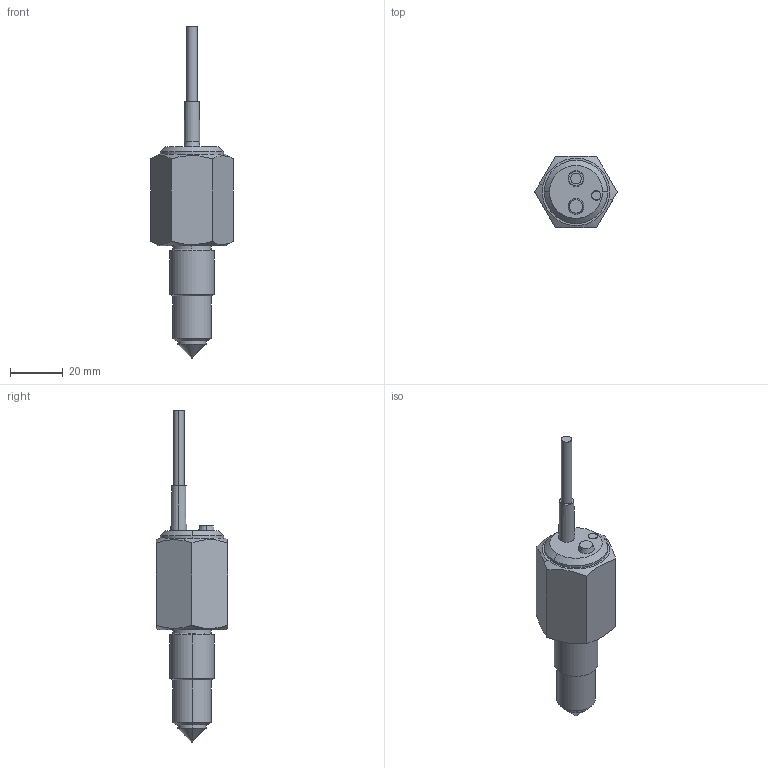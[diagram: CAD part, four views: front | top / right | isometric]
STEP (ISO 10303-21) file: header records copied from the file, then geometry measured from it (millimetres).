
FILE_DESCRIPTION(('Creo Elements/Direct Modeling STEP Export'),'2;1');
FILE_NAME('VPxxxA.stp','2017-05-15T12:28:20',('Palle Edslev '),('EDSLEV A/S'),'Creo Elements/Direct Modeling STEP processor for AP214 (Solid Model)','Creo Elements/Direct Modeling 18.1H 24-Oct-2015 (C) Parametric Technology GmbH','');
FILE_SCHEMA(('AUTOMOTIVE_DESIGN { 1 0 10303 214 1 1 1 1 }'));
Length unit declared in the file: millimetre
Products named in the file (2): VPxxxA
Assembly tree (1 placements, depth 2):
  VPxxxA
    VPxxxA
Bounding box: 31.18 x 27 x 125.6 mm (x, y, z)
Volume: 30817.8 mm3; surface area: 7084.2 mm2
Topology: 1 solids, 1 shells, 49 faces, 106 edges, 66 vertices
Faces by surface type: cone 20, plane 15, cylinder 14
Entity records: 2207 total; most frequent: CARTESIAN_POINT 1159, ORIENTED_EDGE 212, DIRECTION 194, EDGE_CURVE 106, AXIS2_PLACEMENT_3D 77, VERTEX_POINT 66, EDGE_LOOP 56, FACE_OUTER_BOUND 49
